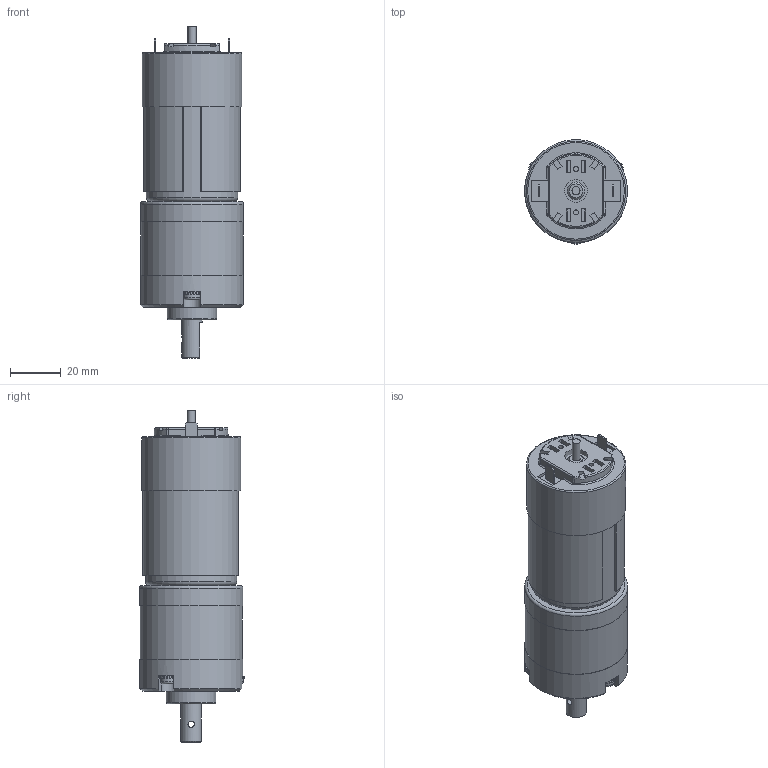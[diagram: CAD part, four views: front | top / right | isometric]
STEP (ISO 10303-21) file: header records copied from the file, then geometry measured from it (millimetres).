
FILE_DESCRIPTION(/* description */ (''),/* implementation_level */ '2;1');
FILE_NAME(/* name */ 'E192-3stadi',/* time_stamp */ '2010-02-18T10:47:23+01:00',/* author */ (''),/* organization */ (''),/* preprocessor_version */ 'ST-DEVELOPER v9',/* originating_system */ 'UGS - NX 3.0',/* authorisation */ '');
FILE_SCHEMA (('AUTOMOTIVE_DESIGN { 1 0 10303 214 1 1 1 1 }'));
Length unit declared in the file: millimetre
Products named in the file (1): Edc385B415fd
Bounding box: 40.5 x 41.15 x 130.5 mm (x, y, z)
Volume: 95942.7 mm3; surface area: 45799.1 mm2
Topology: 18 solids, 18 shells, 390 faces, 938 edges, 615 vertices
Faces by surface type: plane 212, cylinder 114, torus 29, cone 23, bspline 12
Full cylindrical faces by diameter (mm): 2 x2, 2.459 x3, 2.5 x1, 3.175 x2, 3.2 x6, 3.45 x3, 3.838 x3, 4.3 x2, 6.7 x3, 7.6 x2, 8 x5, 9 x1, 13 x2, 15 x1, 15.08 x1, 16 x2, 19.5 x1, 21 x1, 35.8 x1, 37.9 x1, 39 x1, 40.2 x1, 40.5 x2
Entity records: 11997 total; most frequent: CARTESIAN_POINT 2975, DIRECTION 1839, ORIENTED_EDGE 1720, EDGE_CURVE 860, AXIS2_PLACEMENT_3D 713, VERTEX_POINT 603, EDGE_LOOP 527, LINE 413
